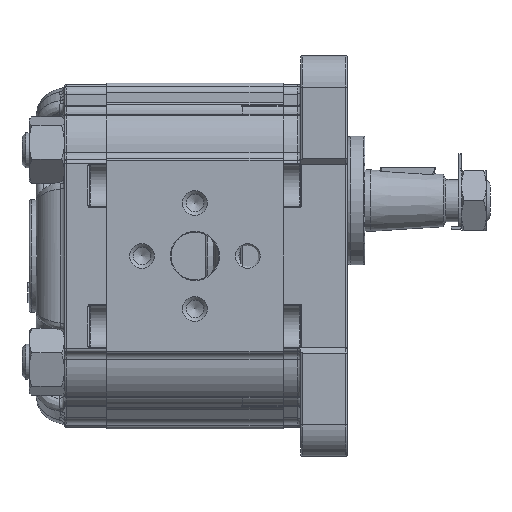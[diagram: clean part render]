
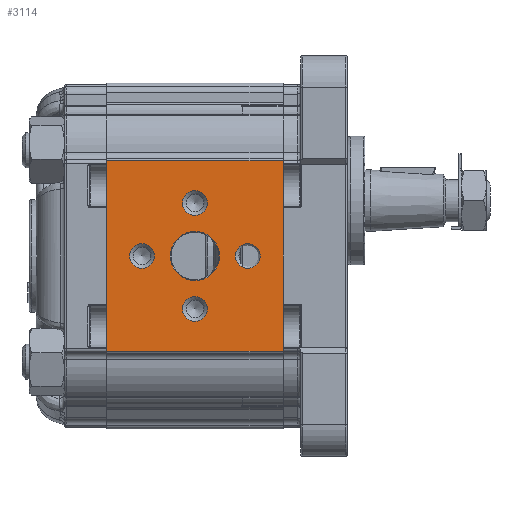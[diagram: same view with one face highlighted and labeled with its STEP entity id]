
A CAD part, left-side view. The second image highlights one B-rep face of the part: STEP entity #3114.
In plain terms, the highlighted planar face has unit normal (-1, 0, 0).
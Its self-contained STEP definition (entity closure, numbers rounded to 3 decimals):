
#3114 = ADVANCED_FACE( '', ( #7618, #7619, #7620, #7621, #7622, #7623 ), #7624, .T. );
#7618 = FACE_BOUND( '', #14327, .T. );
#7619 = FACE_BOUND( '', #14328, .T. );
#7620 = FACE_BOUND( '', #14329, .T. );
#7621 = FACE_BOUND( '', #14330, .T. );
#7622 = FACE_BOUND( '', #14331, .T. );
#7623 = FACE_OUTER_BOUND( '', #14332, .T. );
#7624 = PLANE( '', #14333 );
#14327 = EDGE_LOOP( '', ( #25888 ) );
#14328 = EDGE_LOOP( '', ( #25889 ) );
#14329 = EDGE_LOOP( '', ( #25890 ) );
#14330 = EDGE_LOOP( '', ( #25891 ) );
#14331 = EDGE_LOOP( '', ( #25892 ) );
#14332 = EDGE_LOOP( '', ( #25893, #25894, #25895, #25896 ) );
#14333 = AXIS2_PLACEMENT_3D( '', #25897, #25898, #25899 );
#25888 = ORIENTED_EDGE( '', *, *, #41189, .T. );
#25889 = ORIENTED_EDGE( '', *, *, #41190, .T. );
#25890 = ORIENTED_EDGE( '', *, *, #41191, .T. );
#25891 = ORIENTED_EDGE( '', *, *, #41192, .T. );
#25892 = ORIENTED_EDGE( '', *, *, #39209, .T. );
#25893 = ORIENTED_EDGE( '', *, *, #41193, .F. );
#25894 = ORIENTED_EDGE( '', *, *, #39687, .F. );
#25895 = ORIENTED_EDGE( '', *, *, #41194, .T. );
#25896 = ORIENTED_EDGE( '', *, *, #41195, .T. );
#25897 = CARTESIAN_POINT( '', ( -43., 50., 27.048 ) );
#25898 = DIRECTION( '', ( -1., 0., 0. ) );
#25899 = DIRECTION( '', ( 0., 0., 1. ) );
#39209 = EDGE_CURVE( '', #46693, #46693, #46694, .F. );
#39687 = EDGE_CURVE( '', #47482, #47478, #47484, .T. );
#41189 = EDGE_CURVE( '', #49892, #49892, #49893, .F. );
#41190 = EDGE_CURVE( '', #49894, #49894, #49895, .F. );
#41191 = EDGE_CURVE( '', #49896, #49896, #49897, .F. );
#41192 = EDGE_CURVE( '', #49898, #49898, #49899, .F. );
#41193 = EDGE_CURVE( '', #47478, #49900, #49901, .T. );
#41194 = EDGE_CURVE( '', #47482, #49902, #49903, .T. );
#41195 = EDGE_CURVE( '', #49902, #49900, #49904, .T. );
#46693 = VERTEX_POINT( '', #57873 );
#46694 = CIRCLE( '', #57874, 6.95 );
#47478 = VERTEX_POINT( '', #59251 );
#47482 = VERTEX_POINT( '', #59256 );
#47484 = LINE( '', #59258, #59259 );
#49892 = VERTEX_POINT( '', #64185 );
#49893 = CIRCLE( '', #64186, 3.5 );
#49894 = VERTEX_POINT( '', #64187 );
#49895 = CIRCLE( '', #64188, 3.5 );
#49896 = VERTEX_POINT( '', #64189 );
#49897 = CIRCLE( '', #64190, 3.5 );
#49898 = VERTEX_POINT( '', #64191 );
#49899 = CIRCLE( '', #64192, 3.5 );
#49900 = VERTEX_POINT( '', #64193 );
#49901 = LINE( '', #64194, #64195 );
#49902 = VERTEX_POINT( '', #64196 );
#49903 = LINE( '', #64197, #64198 );
#49904 = LINE( '', #64199, #64200 );
#57873 = CARTESIAN_POINT( '', ( -43., 25., 6.95 ) );
#57874 = AXIS2_PLACEMENT_3D( '', #74982, #74983, #74984 );
#59251 = CARTESIAN_POINT( '', ( -43., 0., 27.048 ) );
#59256 = CARTESIAN_POINT( '', ( -43., 50., 27.048 ) );
#59258 = CARTESIAN_POINT( '', ( -43., 50., 27.048 ) );
#59259 = VECTOR( '', #75522, 1000. );
#64185 = CARTESIAN_POINT( '', ( -43., 10., 3.5 ) );
#64186 = AXIS2_PLACEMENT_3D( '', #77263, #77264, #77265 );
#64187 = CARTESIAN_POINT( '', ( -43., 40., 3.5 ) );
#64188 = AXIS2_PLACEMENT_3D( '', #77266, #77267, #77268 );
#64189 = CARTESIAN_POINT( '', ( -43., 25., -11.5 ) );
#64190 = AXIS2_PLACEMENT_3D( '', #77269, #77270, #77271 );
#64191 = CARTESIAN_POINT( '', ( -43., 25., 18.5 ) );
#64192 = AXIS2_PLACEMENT_3D( '', #77272, #77273, #77274 );
#64193 = CARTESIAN_POINT( '', ( -43., 0., -27.048 ) );
#64194 = CARTESIAN_POINT( '', ( -43., 0., 27.048 ) );
#64195 = VECTOR( '', #77275, 1000. );
#64196 = CARTESIAN_POINT( '', ( -43., 50., -27.048 ) );
#64197 = CARTESIAN_POINT( '', ( -43., 50., 27.048 ) );
#64198 = VECTOR( '', #77276, 1000. );
#64199 = CARTESIAN_POINT( '', ( -43., 50., -27.048 ) );
#64200 = VECTOR( '', #77277, 1000. );
#74982 = CARTESIAN_POINT( '', ( -43., 25., 0. ) );
#74983 = DIRECTION( '', ( -1., 0., 0. ) );
#74984 = DIRECTION( '', ( 0., 0., 1. ) );
#75522 = DIRECTION( '', ( 0., -1., 0. ) );
#77263 = CARTESIAN_POINT( '', ( -43., 10., 0. ) );
#77264 = DIRECTION( '', ( -1., 0., 0. ) );
#77265 = DIRECTION( '', ( 0., 0., 1. ) );
#77266 = CARTESIAN_POINT( '', ( -43., 40., 0. ) );
#77267 = DIRECTION( '', ( -1., 0., 0. ) );
#77268 = DIRECTION( '', ( 0., 0., 1. ) );
#77269 = CARTESIAN_POINT( '', ( -43., 25., -15. ) );
#77270 = DIRECTION( '', ( -1., 0., 0. ) );
#77271 = DIRECTION( '', ( 0., 0., 1. ) );
#77272 = CARTESIAN_POINT( '', ( -43., 25., 15. ) );
#77273 = DIRECTION( '', ( -1., 0., 0. ) );
#77274 = DIRECTION( '', ( 0., 0., 1. ) );
#77275 = DIRECTION( '', ( 0., 0., -1. ) );
#77276 = DIRECTION( '', ( 0., 0., -1. ) );
#77277 = DIRECTION( '', ( 0., -1., 0. ) );
